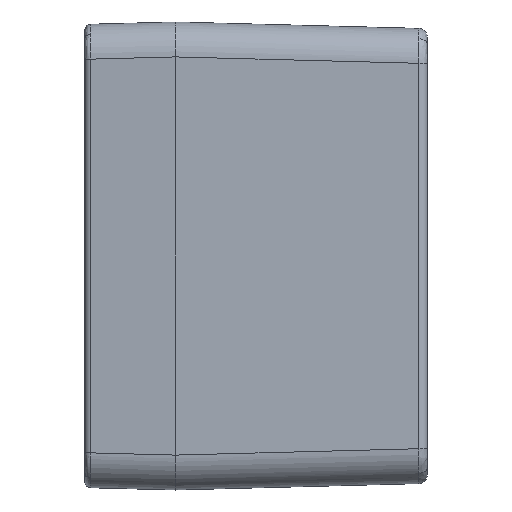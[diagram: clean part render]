
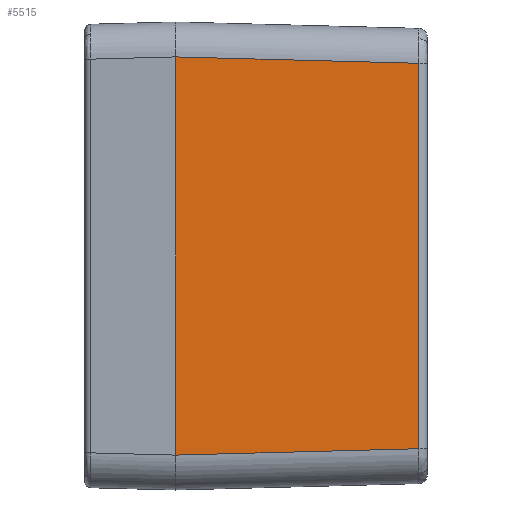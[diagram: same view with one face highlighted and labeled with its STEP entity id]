
A CAD part, left-side view. The second image highlights one B-rep face of the part: STEP entity #5515.
In plain terms, the highlighted planar face has unit normal (-1, -0.026, 0).
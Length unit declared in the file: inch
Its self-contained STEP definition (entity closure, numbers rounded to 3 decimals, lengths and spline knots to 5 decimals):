
#3350 = DIRECTION ( 'NONE',  ( 0.026, -1., 0. ) ) ;
#4620 = ORIENTED_EDGE ( 'NONE', *, *, #66914, .T. ) ;
#4916 = EDGE_LOOP ( 'NONE', ( #26746, #4620, #8159, #45414 ) ) ;
#5515 = ADVANCED_FACE ( 'NONE', ( #40804 ), #51432, .T. ) ;
#7724 = CARTESIAN_POINT ( 'NONE',  ( -2.4685, 0., -1.34654 ) ) ;
#8082 = AXIS2_PLACEMENT_3D ( 'NONE', #9525, #24636, #3350 ) ;
#8159 = ORIENTED_EDGE ( 'NONE', *, *, #57541, .T. ) ;
#9525 = CARTESIAN_POINT ( 'NONE',  ( -2.4685, 0., -1.58268 ) ) ;
#10108 = DIRECTION ( 'NONE',  ( -0.026, 0.999, 0.026 ) ) ;
#11436 = LINE ( 'NONE', #57491, #55888 ) ;
#19164 = CARTESIAN_POINT ( 'NONE',  ( -2.4685, 0., 1.34654 ) ) ;
#20857 = DIRECTION ( 'NONE',  ( 0., 0., -1. ) ) ;
#24636 = DIRECTION ( 'NONE',  ( -1., -0.026, 0. ) ) ;
#26746 = ORIENTED_EDGE ( 'NONE', *, *, #62066, .T. ) ;
#27206 = LINE ( 'NONE', #32692, #42472 ) ;
#29106 = VERTEX_POINT ( 'NONE', #50787 ) ;
#32692 = CARTESIAN_POINT ( 'NONE',  ( -2.4685, 0., -1.34654 ) ) ;
#32969 = VECTOR ( 'NONE', #20857, 39.37008 ) ;
#35189 = VERTEX_POINT ( 'NONE', #53492 ) ;
#35216 = DIRECTION ( 'NONE',  ( 0., 0., -1. ) ) ;
#39613 = VECTOR ( 'NONE', #35216, 39.37008 ) ;
#40804 = FACE_OUTER_BOUND ( 'NONE', #4916, .T. ) ;
#42472 = VECTOR ( 'NONE', #48171, 39.37008 ) ;
#45414 = ORIENTED_EDGE ( 'NONE', *, *, #54312, .F. ) ;
#47484 = VERTEX_POINT ( 'NONE', #19164 ) ;
#48171 = DIRECTION ( 'NONE',  ( 0.026, -0.999, 0.026 ) ) ;
#50787 = CARTESIAN_POINT ( 'NONE',  ( -2.42547, -1.64328, 1.30351 ) ) ;
#51432 = PLANE ( 'NONE',  #8082 ) ;
#52427 = LINE ( 'NONE', #67917, #32969 ) ;
#52902 = VERTEX_POINT ( 'NONE', #7724 ) ;
#53492 = CARTESIAN_POINT ( 'NONE',  ( -2.42547, -1.64328, -1.30351 ) ) ;
#54312 = EDGE_CURVE ( 'NONE', #29106, #35189, #52427, .T. ) ;
#55888 = VECTOR ( 'NONE', #10108, 39.37008 ) ;
#56851 = CARTESIAN_POINT ( 'NONE',  ( -2.4685, 0., -1.58268 ) ) ;
#57491 = CARTESIAN_POINT ( 'NONE',  ( -2.42547, -1.64328, 1.30351 ) ) ;
#57541 = EDGE_CURVE ( 'NONE', #52902, #35189, #27206, .T. ) ;
#62066 = EDGE_CURVE ( 'NONE', #29106, #47484, #11436, .T. ) ;
#66494 = LINE ( 'NONE', #56851, #39613 ) ;
#66914 = EDGE_CURVE ( 'NONE', #47484, #52902, #66494, .T. ) ;
#67917 = CARTESIAN_POINT ( 'NONE',  ( -2.42547, -1.64328, -1.58268 ) ) ;
